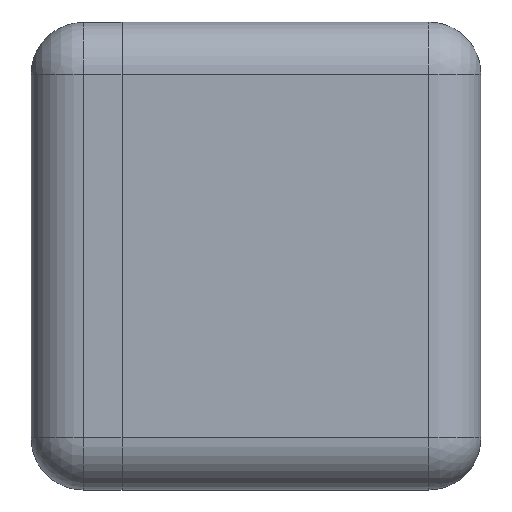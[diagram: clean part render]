
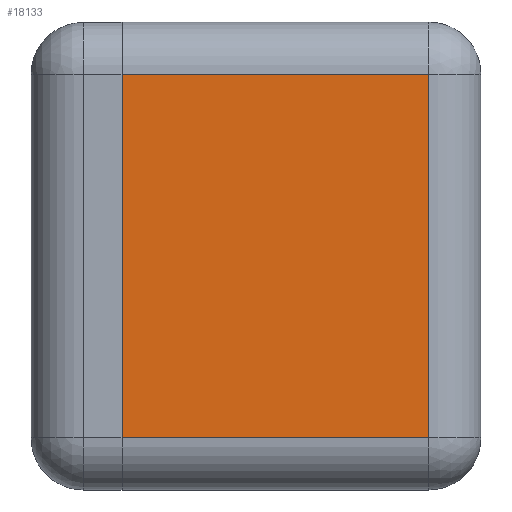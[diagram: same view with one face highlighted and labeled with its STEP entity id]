
A CAD part, left-side view. The second image highlights one B-rep face of the part: STEP entity #18133.
In plain terms, the highlighted planar face has unit normal (-1, 0, 0).
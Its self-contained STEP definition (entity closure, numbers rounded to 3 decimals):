
#895 = EDGE_CURVE ( 'NONE', #81500, #44122, #2309, .T. ) ;
#1831 = EDGE_CURVE ( 'NONE', #57180, #60691, #22844, .T. ) ;
#2309 = LINE ( 'NONE', #22654, #29498 ) ;
#3531 = CARTESIAN_POINT ( 'NONE',  ( -613.316, 269.531, 359.316 ) ) ;
#4542 = CARTESIAN_POINT ( 'NONE',  ( -613.316, -198.585, 279.316 ) ) ;
#5398 = VECTOR ( 'NONE', #35608, 1000. ) ;
#8657 = CARTESIAN_POINT ( 'NONE',  ( -613.316, -198.585, 359.316 ) ) ;
#18133 = ADVANCED_FACE ( 'NONE', ( #66846 ), #60702, .T. ) ;
#22654 = CARTESIAN_POINT ( 'NONE',  ( -613.316, 272.595, 359.316 ) ) ;
#22844 = LINE ( 'NONE', #8657, #5398 ) ;
#25367 = CARTESIAN_POINT ( 'NONE',  ( -613.316, 269.531, 279.316 ) ) ;
#28333 = VECTOR ( 'NONE', #69749, 1000. ) ;
#29498 = VECTOR ( 'NONE', #59496, 1000. ) ;
#35608 = DIRECTION ( 'NONE',  ( 0., 0., 1. ) ) ;
#36026 = AXIS2_PLACEMENT_3D ( 'NONE', #3531, #89019, #73936 ) ;
#39404 = VECTOR ( 'NONE', #85759, 1000. ) ;
#40012 = LINE ( 'NONE', #68804, #39404 ) ;
#40281 = ORIENTED_EDGE ( 'NONE', *, *, #895, .F. ) ;
#42213 = ORIENTED_EDGE ( 'NONE', *, *, #49502, .T. ) ;
#44122 = VERTEX_POINT ( 'NONE', #87672 ) ;
#49502 = EDGE_CURVE ( 'NONE', #60691, #44122, #62659, .T. ) ;
#50882 = EDGE_LOOP ( 'NONE', ( #40281, #54337, #85615, #42213 ) ) ;
#54337 = ORIENTED_EDGE ( 'NONE', *, *, #54784, .T. ) ;
#54784 = EDGE_CURVE ( 'NONE', #81500, #57180, #40012, .T. ) ;
#56994 = CARTESIAN_POINT ( 'NONE',  ( -613.316, -198.585, -279.316 ) ) ;
#57180 = VERTEX_POINT ( 'NONE', #56994 ) ;
#59496 = DIRECTION ( 'NONE',  ( 0., 0., 1. ) ) ;
#60691 = VERTEX_POINT ( 'NONE', #4542 ) ;
#60702 = PLANE ( 'NONE',  #36026 ) ;
#62659 = LINE ( 'NONE', #25367, #28333 ) ;
#66846 = FACE_OUTER_BOUND ( 'NONE', #50882, .T. ) ;
#68804 = CARTESIAN_POINT ( 'NONE',  ( -613.316, 269.531, -279.316 ) ) ;
#69749 = DIRECTION ( 'NONE',  ( 0., 1., 0. ) ) ;
#73936 = DIRECTION ( 'NONE',  ( 0., 0., 1. ) ) ;
#81500 = VERTEX_POINT ( 'NONE', #89115 ) ;
#85615 = ORIENTED_EDGE ( 'NONE', *, *, #1831, .T. ) ;
#85759 = DIRECTION ( 'NONE',  ( 0., -1., 0. ) ) ;
#87672 = CARTESIAN_POINT ( 'NONE',  ( -613.316, 272.595, 279.316 ) ) ;
#89019 = DIRECTION ( 'NONE',  ( -1., 0., 0. ) ) ;
#89115 = CARTESIAN_POINT ( 'NONE',  ( -613.316, 272.595, -279.316 ) ) ;
